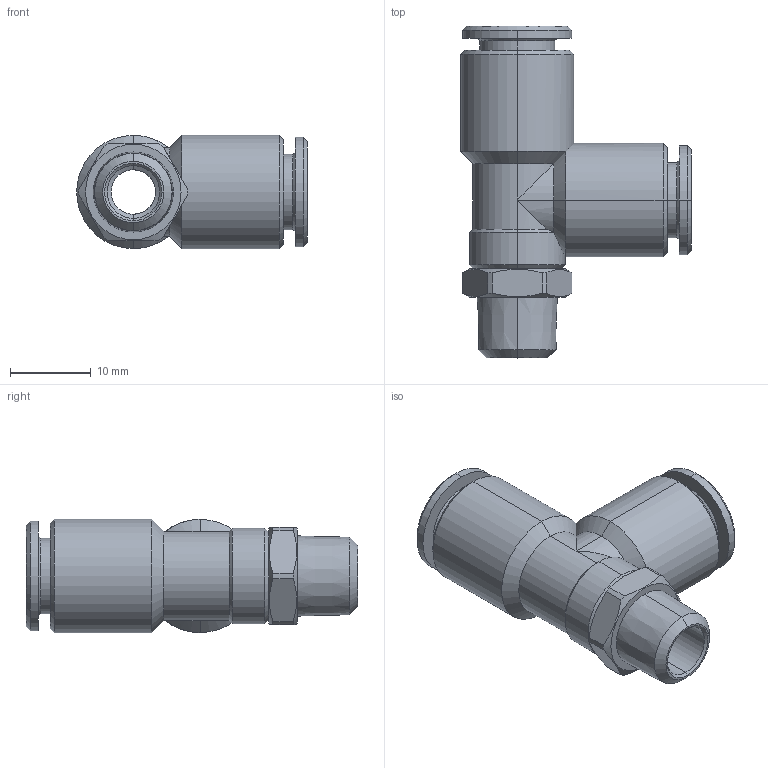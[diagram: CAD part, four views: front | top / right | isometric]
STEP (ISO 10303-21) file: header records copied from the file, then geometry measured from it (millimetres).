
FILE_DESCRIPTION (( 'STEP AP203' ), '1' );
FILE_NAME ('B0130041.STEP', '2011-04-05T09:59:17', ( 'Flavio' ), ( '' ), 'SwSTEP 2.0', 'SolidWorks 2009', '' );
FILE_SCHEMA (( 'CONFIG_CONTROL_DESIGN' ));
Length unit declared in the file: millimetre
Products named in the file (1): B0130041
Bounding box: 28.5 x 41 x 14 mm (x, y, z)
Volume: 4603.5 mm3; surface area: 4124.8 mm2
Topology: 1 solids, 3 shells, 114 faces, 252 edges, 152 vertices
Faces by surface type: cylinder 49, cone 39, plane 26
Entity records: 3315 total; most frequent: CARTESIAN_POINT 709, DIRECTION 559, ORIENTED_EDGE 504, EDGE_CURVE 252, AXIS2_PLACEMENT_3D 228, VERTEX_POINT 152, EDGE_LOOP 126, ADVANCED_FACE 114
